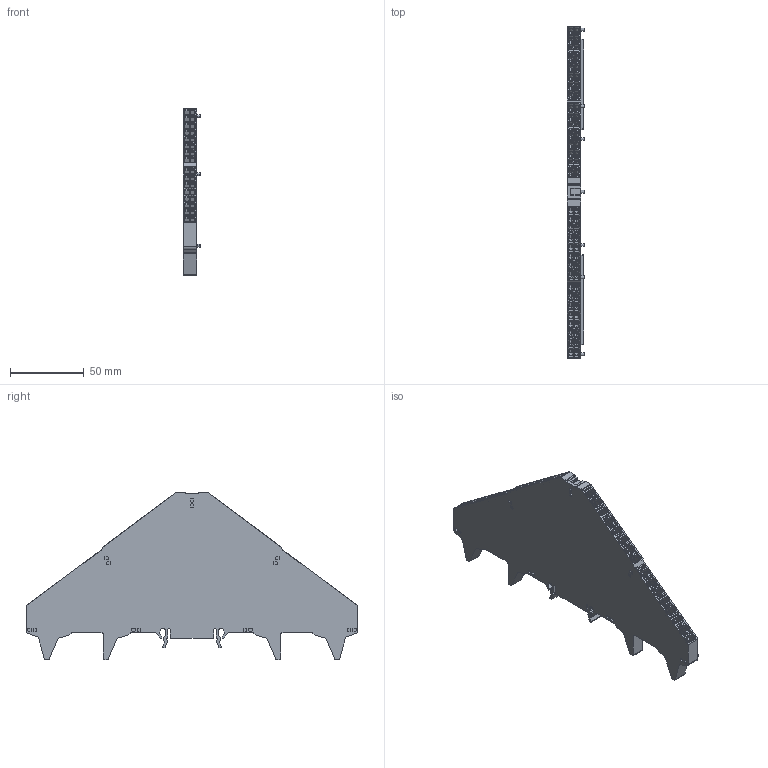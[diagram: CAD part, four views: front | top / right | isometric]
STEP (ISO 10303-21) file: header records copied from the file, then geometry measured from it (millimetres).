
FILE_DESCRIPTION(('CATIA V5R24 STEP','CAx-IF Rec.Pracs.--- Model Styling and Organization---1.2---2011-12-15'),'2;1');
FILE_NAME ('D1449680_0', '2017-02-22T06:48:04+00:00', ('Weidmueller Interface'), ('Weidmueller'), 'CATIA Version 5-6 Release 2014 SP4 HF52', 'CATIA V5 STEP AP214', 'none');
FILE_SCHEMA(('AUTOMOTIVE_DESIGN { 1 0 10303 214 1 1 1 1 }'));
Products named in the file (1): 1173650000
Bounding box: 12.2 x 225 x 113.4 mm (x, y, z)
Volume: 126784.2 mm3; surface area: 45311.6 mm2
Topology: 65 solids, 65 shells, 1796 faces, 4622 edges, 3078 vertices
Faces by surface type: plane 1150, cylinder 632, cone 14
Entity records: 55616 total; most frequent: CARTESIAN_POINT 12840, ORIENTED_EDGE 9244, DIRECTION 7672, EDGE_CURVE 4622, VECTOR 3328, LINE 3328, VERTEX_POINT 3078, AXIS2_PLACEMENT_3D 2614
